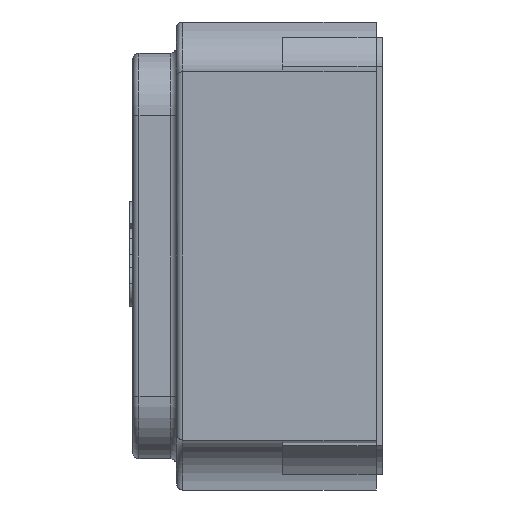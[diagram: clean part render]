
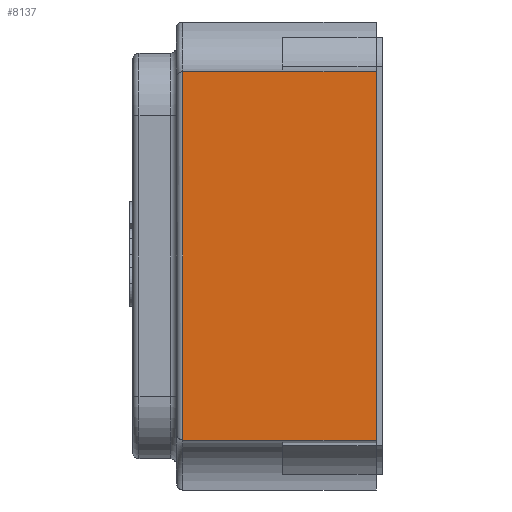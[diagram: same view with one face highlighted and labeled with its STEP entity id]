
A CAD part, left-side view. The second image highlights one B-rep face of the part: STEP entity #8137.
In plain terms, the highlighted planar face has unit normal (-1, 0, 0).
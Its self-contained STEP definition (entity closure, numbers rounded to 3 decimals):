
#503 = FACE_OUTER_BOUND ( 'NONE', #6857, .T. ) ;
#629 = EDGE_CURVE ( 'NONE', #8734, #7880, #4458, .T. ) ;
#666 = VERTEX_POINT ( 'NONE', #3362 ) ;
#688 = ORIENTED_EDGE ( 'NONE', *, *, #629, .T. ) ;
#904 = VECTOR ( 'NONE', #3998, 1000. ) ;
#1100 = EDGE_CURVE ( 'NONE', #1165, #8734, #9441, .T. ) ;
#1107 = CARTESIAN_POINT ( 'NONE',  ( -1.6, 0.64, -0.59 ) ) ;
#1165 = VERTEX_POINT ( 'NONE', #3243 ) ;
#1747 = ORIENTED_EDGE ( 'NONE', *, *, #5099, .F. ) ;
#2475 = DIRECTION ( 'NONE',  ( 0., 0., -1. ) ) ;
#2506 = CARTESIAN_POINT ( 'NONE',  ( -1.6, 0.64, -0.59 ) ) ;
#3224 = DIRECTION ( 'NONE',  ( 0., -1., 0. ) ) ;
#3243 = CARTESIAN_POINT ( 'NONE',  ( -1.6, 0.64, 0.59 ) ) ;
#3362 = CARTESIAN_POINT ( 'NONE',  ( -1.6, 0.02, 0.59 ) ) ;
#3588 = LINE ( 'NONE', #7646, #9229 ) ;
#3998 = DIRECTION ( 'NONE',  ( 0., 0., 1. ) ) ;
#4279 = EDGE_CURVE ( 'NONE', #7880, #666, #7300, .T. ) ;
#4458 = LINE ( 'NONE', #7693, #9448 ) ;
#4618 = CARTESIAN_POINT ( 'NONE',  ( -1.6, 0.66, 0.59 ) ) ;
#4647 = CARTESIAN_POINT ( 'NONE',  ( -1.6, 0.02, -0.59 ) ) ;
#5099 = EDGE_CURVE ( 'NONE', #1165, #666, #3588, .T. ) ;
#6223 = CARTESIAN_POINT ( 'NONE',  ( -1.6, 0.02, 0.59 ) ) ;
#6261 = DIRECTION ( 'NONE',  ( 0., -1., 0. ) ) ;
#6503 = ORIENTED_EDGE ( 'NONE', *, *, #1100, .T. ) ;
#6817 = DIRECTION ( 'NONE',  ( 1., 0., 0. ) ) ;
#6857 = EDGE_LOOP ( 'NONE', ( #1747, #6503, #688, #9003 ) ) ;
#6862 = PLANE ( 'NONE',  #7391 ) ;
#6889 = DIRECTION ( 'NONE',  ( 0., 0., -1. ) ) ;
#7300 = LINE ( 'NONE', #6223, #904 ) ;
#7391 = AXIS2_PLACEMENT_3D ( 'NONE', #4618, #6817, #2475 ) ;
#7475 = VECTOR ( 'NONE', #6889, 1000. ) ;
#7646 = CARTESIAN_POINT ( 'NONE',  ( -1.6, 0.66, 0.59 ) ) ;
#7693 = CARTESIAN_POINT ( 'NONE',  ( -1.6, 0.66, -0.59 ) ) ;
#7880 = VERTEX_POINT ( 'NONE', #4647 ) ;
#8137 = ADVANCED_FACE ( 'NONE', ( #503 ), #6862, .F. ) ;
#8734 = VERTEX_POINT ( 'NONE', #1107 ) ;
#9003 = ORIENTED_EDGE ( 'NONE', *, *, #4279, .T. ) ;
#9229 = VECTOR ( 'NONE', #3224, 1000. ) ;
#9441 = LINE ( 'NONE', #2506, #7475 ) ;
#9448 = VECTOR ( 'NONE', #6261, 1000. ) ;
